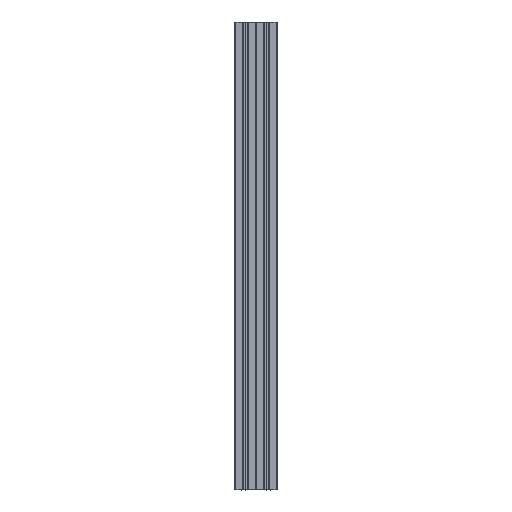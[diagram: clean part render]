
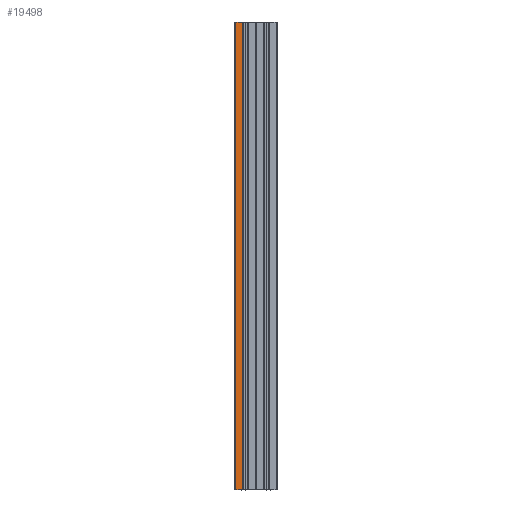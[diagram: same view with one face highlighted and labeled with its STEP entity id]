
A CAD part, left-side view. The second image highlights one B-rep face of the part: STEP entity #19498.
In plain terms, the highlighted planar face has unit normal (-1, 0, 0).
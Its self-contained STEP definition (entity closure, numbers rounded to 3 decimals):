
#900 = VECTOR ( 'NONE', #7575, 1000. ) ;
#1066 = DIRECTION ( 'NONE',  ( 0., 1., 0. ) ) ;
#2255 = ORIENTED_EDGE ( 'NONE', *, *, #26122, .F. ) ;
#2429 = FACE_OUTER_BOUND ( 'NONE', #11030, .T. ) ;
#4759 = CARTESIAN_POINT ( 'NONE',  ( -22.5, 6.325, -1000. ) ) ;
#5871 = EDGE_CURVE ( 'NONE', #24964, #9123, #11857, .T. ) ;
#6226 = ORIENTED_EDGE ( 'NONE', *, *, #5871, .F. ) ;
#6459 = CARTESIAN_POINT ( 'NONE',  ( -22.5, 6.325, -1000. ) ) ;
#7575 = DIRECTION ( 'NONE',  ( 0., 0., 1. ) ) ;
#9123 = VERTEX_POINT ( 'NONE', #6459 ) ;
#9482 = DIRECTION ( 'NONE',  ( 0., 1., 0. ) ) ;
#10048 = ORIENTED_EDGE ( 'NONE', *, *, #21816, .F. ) ;
#10068 = LINE ( 'NONE', #21010, #28011 ) ;
#11030 = EDGE_LOOP ( 'NONE', ( #10048, #6226, #16205, #2255 ) ) ;
#11857 = LINE ( 'NONE', #4759, #19660 ) ;
#11968 = VERTEX_POINT ( 'NONE', #23958 ) ;
#12155 = LINE ( 'NONE', #21483, #900 ) ;
#13333 = VECTOR ( 'NONE', #1066, 1000. ) ;
#13543 = CARTESIAN_POINT ( 'NONE',  ( -22.5, 22.5, -1000. ) ) ;
#13786 = DIRECTION ( 'NONE',  ( 0., 0., -1. ) ) ;
#14387 = LINE ( 'NONE', #21356, #13333 ) ;
#16205 = ORIENTED_EDGE ( 'NONE', *, *, #21375, .T. ) ;
#17872 = CARTESIAN_POINT ( 'NONE',  ( -22.5, 20.5, -1000. ) ) ;
#18900 = AXIS2_PLACEMENT_3D ( 'NONE', #13543, #24657, #29083 ) ;
#18993 = VERTEX_POINT ( 'NONE', #17872 ) ;
#19498 = ADVANCED_FACE ( 'NONE', ( #2429 ), #20060, .T. ) ;
#19660 = VECTOR ( 'NONE', #13786, 1000. ) ;
#20060 = PLANE ( 'NONE',  #18900 ) ;
#21010 = CARTESIAN_POINT ( 'NONE',  ( -22.5, 22.5, -1000. ) ) ;
#21356 = CARTESIAN_POINT ( 'NONE',  ( -22.5, 22.5, 0. ) ) ;
#21375 = EDGE_CURVE ( 'NONE', #24964, #11968, #14387, .T. ) ;
#21483 = CARTESIAN_POINT ( 'NONE',  ( -22.5, 20.5, -1000. ) ) ;
#21816 = EDGE_CURVE ( 'NONE', #9123, #18993, #10068, .T. ) ;
#23958 = CARTESIAN_POINT ( 'NONE',  ( -22.5, 20.5, 0. ) ) ;
#24657 = DIRECTION ( 'NONE',  ( -1., 0., 0. ) ) ;
#24964 = VERTEX_POINT ( 'NONE', #27987 ) ;
#26122 = EDGE_CURVE ( 'NONE', #18993, #11968, #12155, .T. ) ;
#27987 = CARTESIAN_POINT ( 'NONE',  ( -22.5, 6.325, 0. ) ) ;
#28011 = VECTOR ( 'NONE', #9482, 1000. ) ;
#29083 = DIRECTION ( 'NONE',  ( 0., 0., 1. ) ) ;
